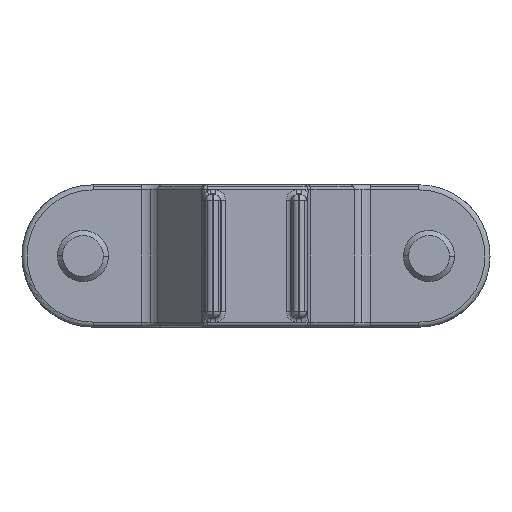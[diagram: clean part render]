
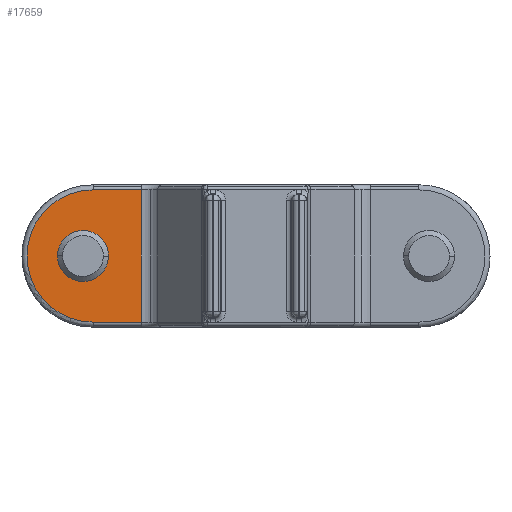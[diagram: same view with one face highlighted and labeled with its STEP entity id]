
A CAD part, front view. The second image highlights one B-rep face of the part: STEP entity #17659.
In plain terms, the highlighted face is planar.
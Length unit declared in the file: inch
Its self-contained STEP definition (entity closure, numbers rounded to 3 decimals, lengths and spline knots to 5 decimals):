
#76 = EDGE_CURVE ( 'NONE', #3325, #8232, #1401, .T. ) ;
#1324 = DIRECTION ( 'NONE',  ( 0., -1., 0. ) ) ;
#1401 = LINE ( 'NONE', #15101, #9231 ) ;
#1860 = ORIENTED_EDGE ( 'NONE', *, *, #10496, .T. ) ;
#2171 = CARTESIAN_POINT ( 'NONE',  ( -0.8, -0.1, -0.325 ) ) ;
#2320 = CARTESIAN_POINT ( 'NONE',  ( -0.85, -0.1, 0. ) ) ;
#3238 = AXIS2_PLACEMENT_3D ( 'NONE', #11536, #1324, #14913 ) ;
#3325 = VERTEX_POINT ( 'NONE', #16370 ) ;
#3412 = CIRCLE ( 'NONE', #5550, 0.1005 ) ;
#3458 = PLANE ( 'NONE',  #18035 ) ;
#3760 = DIRECTION ( 'NONE',  ( 0., 0., 1. ) ) ;
#4057 = ORIENTED_EDGE ( 'NONE', *, *, #76, .F. ) ;
#4667 = DIRECTION ( 'NONE',  ( 0., -1., 0. ) ) ;
#4684 = CARTESIAN_POINT ( 'NONE',  ( -0.9505, -0.1, 0. ) ) ;
#5204 = EDGE_LOOP ( 'NONE', ( #1860, #17129 ) ) ;
#5550 = AXIS2_PLACEMENT_3D ( 'NONE', #2320, #21233, #12319 ) ;
#7077 = EDGE_CURVE ( 'NONE', #12559, #17934, #11984, .T. ) ;
#7460 = VECTOR ( 'NONE', #3760, 39.37008 ) ;
#7873 = ORIENTED_EDGE ( 'NONE', *, *, #16220, .F. ) ;
#8059 = FACE_OUTER_BOUND ( 'NONE', #9861, .T. ) ;
#8232 = VERTEX_POINT ( 'NONE', #21575 ) ;
#9033 = AXIS2_PLACEMENT_3D ( 'NONE', #13188, #4667, #18693 ) ;
#9231 = VECTOR ( 'NONE', #21878, 39.37008 ) ;
#9638 = ORIENTED_EDGE ( 'NONE', *, *, #10793, .F. ) ;
#9747 = VERTEX_POINT ( 'NONE', #4684 ) ;
#9861 = EDGE_LOOP ( 'NONE', ( #16318, #7873, #4057, #9638 ) ) ;
#10496 = EDGE_CURVE ( 'NONE', #21897, #9747, #15156, .T. ) ;
#10793 = EDGE_CURVE ( 'NONE', #17934, #3325, #21966, .T. ) ;
#11536 = CARTESIAN_POINT ( 'NONE',  ( -0.8, -0.1, 0. ) ) ;
#11984 = LINE ( 'NONE', #21505, #20296 ) ;
#12093 = CARTESIAN_POINT ( 'NONE',  ( -1.15, -0.1, -0.35 ) ) ;
#12319 = DIRECTION ( 'NONE',  ( 1., 0., 0. ) ) ;
#12559 = VERTEX_POINT ( 'NONE', #2171 ) ;
#12902 = CARTESIAN_POINT ( 'NONE',  ( -0.7495, -0.1, 0. ) ) ;
#13188 = CARTESIAN_POINT ( 'NONE',  ( -0.85, -0.1, 0. ) ) ;
#13623 = CIRCLE ( 'NONE', #3238, 0.325 ) ;
#14913 = DIRECTION ( 'NONE',  ( -1., 0., 0. ) ) ;
#15101 = CARTESIAN_POINT ( 'NONE',  ( -0.575, -0.1, 0.325 ) ) ;
#15156 = CIRCLE ( 'NONE', #9033, 0.1005 ) ;
#16220 = EDGE_CURVE ( 'NONE', #8232, #12559, #13623, .T. ) ;
#16318 = ORIENTED_EDGE ( 'NONE', *, *, #7077, .F. ) ;
#16332 = DIRECTION ( 'NONE',  ( 1., 0., 0. ) ) ;
#16370 = CARTESIAN_POINT ( 'NONE',  ( -0.56294, -0.1, 0.325 ) ) ;
#16572 = CARTESIAN_POINT ( 'NONE',  ( -0.56294, -0.1, -0.325 ) ) ;
#16928 = DIRECTION ( 'NONE',  ( 1., 0., 0. ) ) ;
#17129 = ORIENTED_EDGE ( 'NONE', *, *, #19371, .T. ) ;
#17659 = ADVANCED_FACE ( 'NONE', ( #8059, #19284 ), #3458, .T. ) ;
#17792 = DIRECTION ( 'NONE',  ( 0., 1., 0. ) ) ;
#17934 = VERTEX_POINT ( 'NONE', #16572 ) ;
#18035 = AXIS2_PLACEMENT_3D ( 'NONE', #12093, #17792, #16332 ) ;
#18693 = DIRECTION ( 'NONE',  ( 1., 0., 0. ) ) ;
#19284 = FACE_BOUND ( 'NONE', #5204, .T. ) ;
#19371 = EDGE_CURVE ( 'NONE', #9747, #21897, #3412, .T. ) ;
#20264 = CARTESIAN_POINT ( 'NONE',  ( -0.56294, -0.1, -0.35 ) ) ;
#20296 = VECTOR ( 'NONE', #16928, 39.37008 ) ;
#21233 = DIRECTION ( 'NONE',  ( 0., -1., 0. ) ) ;
#21505 = CARTESIAN_POINT ( 'NONE',  ( -0.575, -0.1, -0.325 ) ) ;
#21575 = CARTESIAN_POINT ( 'NONE',  ( -0.8, -0.1, 0.325 ) ) ;
#21878 = DIRECTION ( 'NONE',  ( -1., 0., 0. ) ) ;
#21897 = VERTEX_POINT ( 'NONE', #12902 ) ;
#21966 = LINE ( 'NONE', #20264, #7460 ) ;
